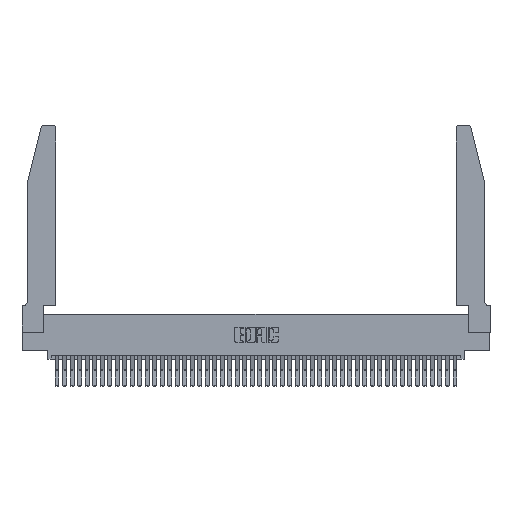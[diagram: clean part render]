
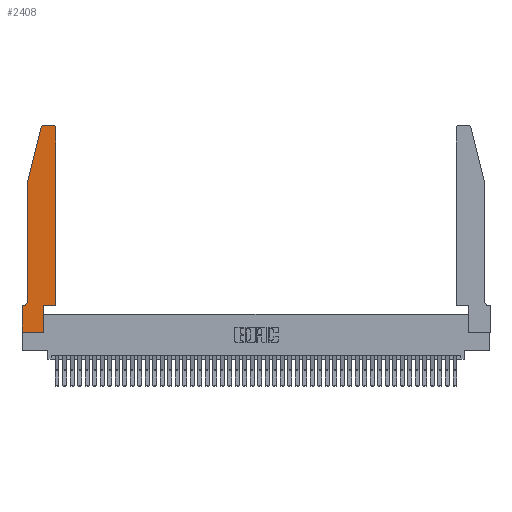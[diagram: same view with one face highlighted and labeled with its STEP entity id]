
A CAD part, top view. The second image highlights one B-rep face of the part: STEP entity #2408.
In plain terms, the highlighted planar face has unit normal (0, 0, 1).
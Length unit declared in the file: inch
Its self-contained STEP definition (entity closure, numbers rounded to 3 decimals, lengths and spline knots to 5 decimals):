
#1742 = LINE ( 'NONE', #4045, #28962 ) ;
#2024 = CIRCLE ( 'NONE', #29020, 0.03 ) ;
#2408 = ADVANCED_FACE ( 'NONE', ( #44522 ), #37185, .T. ) ;
#2477 = VERTEX_POINT ( 'NONE', #40995 ) ;
#2502 = LINE ( 'NONE', #9695, #4791 ) ;
#2529 = DIRECTION ( 'NONE',  ( -1., 0., 0. ) ) ;
#2539 = EDGE_CURVE ( 'NONE', #28553, #31163, #2502, .T. ) ;
#3076 = VERTEX_POINT ( 'NONE', #9179 ) ;
#4045 = CARTESIAN_POINT ( 'NONE',  ( 0.0755, 2., 0.37 ) ) ;
#4368 = VECTOR ( 'NONE', #8027, 39.37008 ) ;
#4791 = VECTOR ( 'NONE', #34429, 39.37008 ) ;
#6263 = VECTOR ( 'NONE', #17846, 39.37008 ) ;
#6628 = CIRCLE ( 'NONE', #16578, 0.07 ) ;
#6945 = VECTOR ( 'NONE', #35848, 39.37008 ) ;
#6947 = VECTOR ( 'NONE', #22853, 39.37008 ) ;
#7186 = VECTOR ( 'NONE', #24462, 39.37008 ) ;
#7300 = CARTESIAN_POINT ( 'NONE',  ( 0.4505, 0.35, 0.37 ) ) ;
#7640 = DIRECTION ( 'NONE',  ( 0., -1., 0. ) ) ;
#8027 = DIRECTION ( 'NONE',  ( -0.239, -0.971, 0. ) ) ;
#8817 = CARTESIAN_POINT ( 'NONE',  ( 0.4205, 2.72, 0.37 ) ) ;
#9179 = CARTESIAN_POINT ( 'NONE',  ( 0., 0., 0.37 ) ) ;
#9552 = ORIENTED_EDGE ( 'NONE', *, *, #26050, .T. ) ;
#9695 = CARTESIAN_POINT ( 'NONE',  ( 0.4505, 0.35, 0.37 ) ) ;
#11400 = VERTEX_POINT ( 'NONE', #19967 ) ;
#11434 = CARTESIAN_POINT ( 'NONE',  ( 0.0755, 2., 0.37 ) ) ;
#12326 = CARTESIAN_POINT ( 'NONE',  ( 0.284, 2.72, 0.37 ) ) ;
#12376 = DIRECTION ( 'NONE',  ( 1., 0., 0. ) ) ;
#13520 = EDGE_CURVE ( 'NONE', #2477, #11400, #6628, .T. ) ;
#13832 = LINE ( 'NONE', #11434, #4368 ) ;
#13875 = CARTESIAN_POINT ( 'NONE',  ( 0.4505, 2.72, 0.37 ) ) ;
#14570 = CARTESIAN_POINT ( 'NONE',  ( 0., 0., 0.37 ) ) ;
#15103 = ORIENTED_EDGE ( 'NONE', *, *, #27638, .T. ) ;
#15285 = CARTESIAN_POINT ( 'NONE',  ( 0.2865, 0.35, 0.37 ) ) ;
#15754 = ORIENTED_EDGE ( 'NONE', *, *, #44453, .T. ) ;
#15923 = DIRECTION ( 'NONE',  ( 1., 0., 0. ) ) ;
#16409 = LINE ( 'NONE', #33360, #6947 ) ;
#16578 = AXIS2_PLACEMENT_3D ( 'NONE', #38594, #17503, #42104 ) ;
#16727 = EDGE_CURVE ( 'NONE', #23742, #21488, #45442, .T. ) ;
#16810 = LINE ( 'NONE', #27354, #34477 ) ;
#17169 = EDGE_CURVE ( 'NONE', #30857, #2477, #1742, .T. ) ;
#17270 = ORIENTED_EDGE ( 'NONE', *, *, #13520, .T. ) ;
#17349 = ORIENTED_EDGE ( 'NONE', *, *, #2539, .T. ) ;
#17503 = DIRECTION ( 'NONE',  ( 0., 0., -1. ) ) ;
#17731 = LINE ( 'NONE', #20879, #7186 ) ;
#17846 = DIRECTION ( 'NONE',  ( 1., 0., 0. ) ) ;
#19180 = ORIENTED_EDGE ( 'NONE', *, *, #34746, .T. ) ;
#19731 = EDGE_CURVE ( 'NONE', #3076, #40567, #23728, .T. ) ;
#19967 = CARTESIAN_POINT ( 'NONE',  ( 0.0055, 0.35, 0.37 ) ) ;
#20879 = CARTESIAN_POINT ( 'NONE',  ( 0.0755, 0.35, 0.37 ) ) ;
#20897 = VERTEX_POINT ( 'NONE', #35077 ) ;
#21488 = VERTEX_POINT ( 'NONE', #41417 ) ;
#22632 = VECTOR ( 'NONE', #27767, 39.37008 ) ;
#22853 = DIRECTION ( 'NONE',  ( 0., 1., 0. ) ) ;
#23170 = DIRECTION ( 'NONE',  ( 1., 0., 0. ) ) ;
#23484 = AXIS2_PLACEMENT_3D ( 'NONE', #12326, #37035, #15923 ) ;
#23728 = LINE ( 'NONE', #41871, #22632 ) ;
#23742 = VERTEX_POINT ( 'NONE', #30957 ) ;
#24462 = DIRECTION ( 'NONE',  ( -1., 0., 0. ) ) ;
#25112 = LINE ( 'NONE', #7300, #6263 ) ;
#26050 = EDGE_CURVE ( 'NONE', #31163, #40320, #2024, .T. ) ;
#27354 = CARTESIAN_POINT ( 'NONE',  ( 0.2605, 2.75, 0.37 ) ) ;
#27638 = EDGE_CURVE ( 'NONE', #45174, #28553, #25112, .T. ) ;
#27767 = DIRECTION ( 'NONE',  ( 1., 0., 0. ) ) ;
#28252 = ORIENTED_EDGE ( 'NONE', *, *, #16727, .T. ) ;
#28553 = VERTEX_POINT ( 'NONE', #28593 ) ;
#28571 = ORIENTED_EDGE ( 'NONE', *, *, #32894, .T. ) ;
#28593 = CARTESIAN_POINT ( 'NONE',  ( 0.4505, 0.35, 0.37 ) ) ;
#28962 = VECTOR ( 'NONE', #7640, 39.37008 ) ;
#29020 = AXIS2_PLACEMENT_3D ( 'NONE', #8817, #33567, #12376 ) ;
#30857 = VERTEX_POINT ( 'NONE', #36883 ) ;
#30957 = CARTESIAN_POINT ( 'NONE',  ( 0.284, 2.75, 0.37 ) ) ;
#31163 = VERTEX_POINT ( 'NONE', #13875 ) ;
#31590 = CARTESIAN_POINT ( 'NONE',  ( 0.4205, 2.75, 0.37 ) ) ;
#32894 = EDGE_CURVE ( 'NONE', #20897, #3076, #45555, .T. ) ;
#33360 = CARTESIAN_POINT ( 'NONE',  ( 0.2865, 0.35, 0.37 ) ) ;
#33567 = DIRECTION ( 'NONE',  ( 0., 0., 1. ) ) ;
#33627 = ORIENTED_EDGE ( 'NONE', *, *, #44220, .T. ) ;
#34429 = DIRECTION ( 'NONE',  ( 0., 1., 0. ) ) ;
#34477 = VECTOR ( 'NONE', #2529, 39.37008 ) ;
#34630 = ORIENTED_EDGE ( 'NONE', *, *, #40042, .T. ) ;
#34746 = EDGE_CURVE ( 'NONE', #40320, #23742, #16810, .T. ) ;
#35077 = CARTESIAN_POINT ( 'NONE',  ( 0., 0.35, 0.37 ) ) ;
#35848 = DIRECTION ( 'NONE',  ( 0., -1., 0. ) ) ;
#36883 = CARTESIAN_POINT ( 'NONE',  ( 0.0755, 2., 0.37 ) ) ;
#37035 = DIRECTION ( 'NONE',  ( 0., 0., 1. ) ) ;
#37185 = PLANE ( 'NONE',  #42055 ) ;
#38594 = CARTESIAN_POINT ( 'NONE',  ( 0.0055, 0.42, 0.37 ) ) ;
#40042 = EDGE_CURVE ( 'NONE', #40567, #45174, #16409, .T. ) ;
#40164 = ORIENTED_EDGE ( 'NONE', *, *, #19731, .T. ) ;
#40320 = VERTEX_POINT ( 'NONE', #31590 ) ;
#40567 = VERTEX_POINT ( 'NONE', #43487 ) ;
#40697 = CARTESIAN_POINT ( 'NONE',  ( 0., 0.35, 0.37 ) ) ;
#40995 = CARTESIAN_POINT ( 'NONE',  ( 0.0755, 0.42, 0.37 ) ) ;
#41417 = CARTESIAN_POINT ( 'NONE',  ( 0.25487, 2.72718, 0.37 ) ) ;
#41806 = EDGE_LOOP ( 'NONE', ( #19180, #28252, #15754, #43748, #17270, #33627, #28571, #40164, #34630, #15103, #17349, #9552 ) ) ;
#41871 = CARTESIAN_POINT ( 'NONE',  ( 0., 0., 0.37 ) ) ;
#42055 = AXIS2_PLACEMENT_3D ( 'NONE', #40697, #44203, #23170 ) ;
#42104 = DIRECTION ( 'NONE',  ( -1., 0., 0. ) ) ;
#43487 = CARTESIAN_POINT ( 'NONE',  ( 0.2865, 0., 0.37 ) ) ;
#43748 = ORIENTED_EDGE ( 'NONE', *, *, #17169, .T. ) ;
#44203 = DIRECTION ( 'NONE',  ( 0., 0., 1. ) ) ;
#44220 = EDGE_CURVE ( 'NONE', #11400, #20897, #17731, .T. ) ;
#44453 = EDGE_CURVE ( 'NONE', #21488, #30857, #13832, .T. ) ;
#44522 = FACE_OUTER_BOUND ( 'NONE', #41806, .T. ) ;
#45174 = VERTEX_POINT ( 'NONE', #15285 ) ;
#45442 = CIRCLE ( 'NONE', #23484, 0.03 ) ;
#45555 = LINE ( 'NONE', #14570, #6945 ) ;
